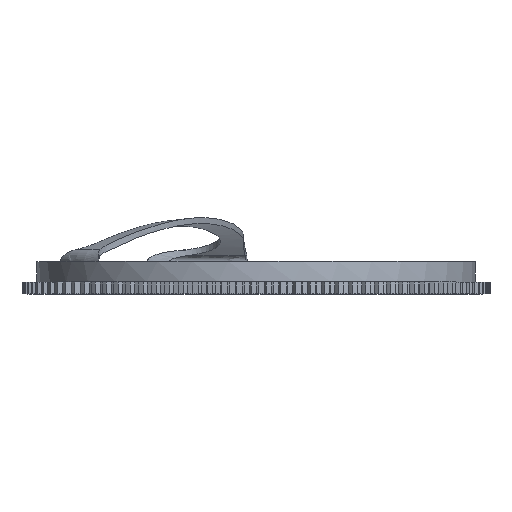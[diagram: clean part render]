
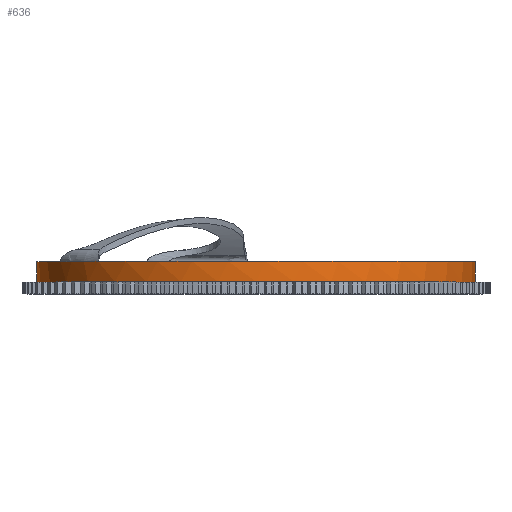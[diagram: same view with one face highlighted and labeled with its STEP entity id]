
A CAD part, top view. The second image highlights one B-rep face of the part: STEP entity #636.
In plain terms, the highlighted cylindrical face has radius 37.5 mm (diameter 75 mm), a partial arc.
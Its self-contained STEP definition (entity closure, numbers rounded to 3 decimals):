
#1=CARTESIAN_POINT('',(0.,3.5,0.));
#2=DIRECTION('',(0.,-1.,0.));
#3=DIRECTION('',(1.,0.,0.));
#4=AXIS2_PLACEMENT_3D('',#1,#2,#3);
#6=CARTESIAN_POINT('',(0.,0.,0.));
#7=DIRECTION('',(0.,-1.,0.));
#8=DIRECTION('',(1.,0.,0.));
#9=AXIS2_PLACEMENT_3D('',#6,#7,#8);
#11=CARTESIAN_POINT('',(0.,3.5,0.));
#12=DIRECTION('',(0.,-1.,0.));
#13=DIRECTION('',(-0.891,0.,0.455));
#14=AXIS2_PLACEMENT_3D('',#11,#12,#13);
#16=CARTESIAN_POINT('',(0.,3.5,0.));
#17=DIRECTION('',(0.,-1.,0.));
#18=DIRECTION('',(-0.72,0.,0.694));
#19=AXIS2_PLACEMENT_3D('',#16,#17,#18);
#343=DIRECTION('',(0.,1.,0.));
#344=VECTOR('',#343,3.5);
#345=CARTESIAN_POINT('',(-37.5,0.,0.));
#346=LINE('',#345,#344);
#352=DIRECTION('',(0.,1.,0.));
#353=VECTOR('',#352,3.5);
#354=CARTESIAN_POINT('',(37.5,0.,0.));
#355=LINE('',#354,#353);
#577=CARTESIAN_POINT('',(-27.,3.5,26.024));
#578=CARTESIAN_POINT('',(-33.401,3.5,17.048));
#579=VERTEX_POINT('',#577);
#580=VERTEX_POINT('',#578);
#593=CARTESIAN_POINT('',(37.5,0.,0.));
#594=CARTESIAN_POINT('',(-37.5,0.,0.));
#595=VERTEX_POINT('',#593);
#596=VERTEX_POINT('',#594);
#597=CARTESIAN_POINT('',(37.5,3.5,0.));
#598=VERTEX_POINT('',#597);
#599=CARTESIAN_POINT('',(-37.5,3.5,0.));
#600=VERTEX_POINT('',#599);
#617=CARTESIAN_POINT('',(0.,12.075,0.));
#618=DIRECTION('',(0.,-1.,0.));
#619=DIRECTION('',(-1.,0.,0.));
#620=AXIS2_PLACEMENT_3D('',#617,#618,#619);
#621=CYLINDRICAL_SURFACE('',#620,37.5);
#623=ORIENTED_EDGE('',*,*,#622,.F.);
#625=ORIENTED_EDGE('',*,*,#624,.F.);
#627=ORIENTED_EDGE('',*,*,#626,.F.);
#629=ORIENTED_EDGE('',*,*,#628,.T.);
#631=ORIENTED_EDGE('',*,*,#630,.T.);
#633=ORIENTED_EDGE('',*,*,#632,.F.);
#634=EDGE_LOOP('',(#623,#625,#627,#629,#631,#633));
#635=FACE_OUTER_BOUND('',#634,.F.);
#636=ADVANCED_FACE('',(#635),#621,.T.);
#5=CIRCLE('',#4,37.5);
#10=CIRCLE('',#9,37.5);
#15=CIRCLE('',#14,37.5);
#20=CIRCLE('',#19,37.5);
#622=EDGE_CURVE('',#579,#580,#20,.T.);
#624=EDGE_CURVE('',#598,#579,#5,.T.);
#626=EDGE_CURVE('',#595,#598,#355,.T.);
#628=EDGE_CURVE('',#595,#596,#10,.T.);
#630=EDGE_CURVE('',#596,#600,#346,.T.);
#632=EDGE_CURVE('',#580,#600,#15,.T.);
